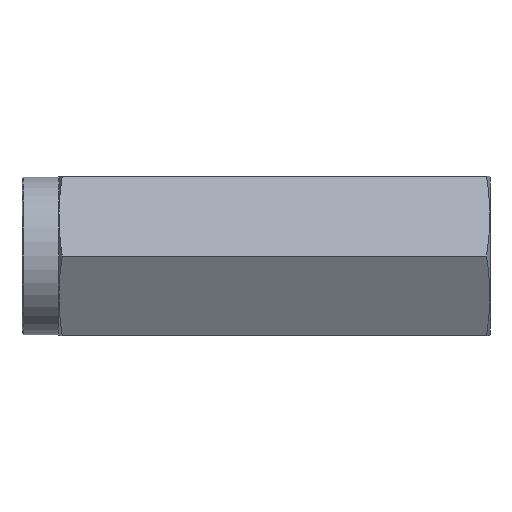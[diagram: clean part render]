
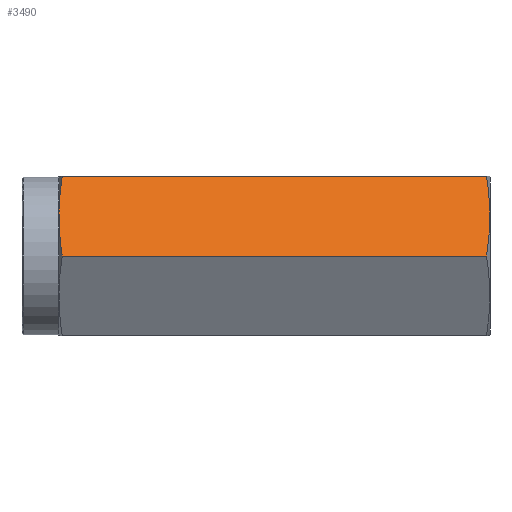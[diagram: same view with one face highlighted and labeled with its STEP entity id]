
A CAD part, front view. The second image highlights one B-rep face of the part: STEP entity #3490.
In plain terms, the highlighted planar face has unit normal (0, -0.866, 0.5).
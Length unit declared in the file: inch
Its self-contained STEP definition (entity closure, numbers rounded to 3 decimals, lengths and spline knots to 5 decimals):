
#2906=CARTESIAN_POINT('',(0.41069,-0.4691,0.8125));
#2907=VERTEX_POINT('',#2906);
#2921=CARTESIAN_POINT('',(4.74431,-0.4691,0.8125));
#2922=VERTEX_POINT('',#2921);
#2923=CARTESIAN_POINT('',(0.41069,-0.4691,0.8125));
#2924=DIRECTION('',(1.0,0.0,0.0));
#2925=VECTOR('',#2924,4.33362);
#2926=LINE('',#2923,#2925);
#2927=EDGE_CURVE('',#2907,#2922,#2926,.T.);
#3309=CARTESIAN_POINT('',(0.41069,-0.93819,0.));
#3310=VERTEX_POINT('',#3309);
#3324=CARTESIAN_POINT('',(0.41069,-0.4691,0.8125));
#3325=CARTESIAN_POINT('',(0.34784,-0.70365,0.40625));
#3326=CARTESIAN_POINT('',(0.41069,-0.93819,0.));
#3334=(BOUNDED_CURVE()B_SPLINE_CURVE(2,(#3324,#3325,#3326),.UNSPECIFIED.,.F.,.U.)B_SPLINE_CURVE_WITH_KNOTS((3,3),(0.81017,3.53398),.UNSPECIFIED.)CURVE()GEOMETRIC_REPRESENTATION_ITEM()RATIONAL_B_SPLINE_CURVE((1.136,1.311,1.136))REPRESENTATION_ITEM(''));
#3335=EDGE_CURVE('',#2907,#3310,#3334,.T.);
#3423=CARTESIAN_POINT('',(4.74431,-0.93819,0.));
#3424=VERTEX_POINT('',#3423);
#3425=CARTESIAN_POINT('',(4.74431,-0.93819,0.));
#3426=CARTESIAN_POINT('',(4.80716,-0.70365,0.40625));
#3427=CARTESIAN_POINT('',(4.74431,-0.4691,0.8125));
#3435=(BOUNDED_CURVE()B_SPLINE_CURVE(2,(#3425,#3426,#3427),.UNSPECIFIED.,.F.,.U.)B_SPLINE_CURVE_WITH_KNOTS((3,3),(1.34372,4.35023),.UNSPECIFIED.)CURVE()GEOMETRIC_REPRESENTATION_ITEM()RATIONAL_B_SPLINE_CURVE((1.25,1.444,1.25))REPRESENTATION_ITEM(''));
#3436=EDGE_CURVE('',#3424,#2922,#3435,.T.);
#3474=CARTESIAN_POINT('',(0.0,-0.93819,0.));
#3475=DIRECTION('',(0.0,-0.866,0.5));
#3476=DIRECTION('',(0.0,-0.5,-0.866));
#3477=AXIS2_PLACEMENT_3D('',#3474,#3475,#3476);
#3478=PLANE('',#3477);
#3479=ORIENTED_EDGE('',*,*,#3335,.T.);
#3480=CARTESIAN_POINT('',(0.41069,-0.93819,0.));
#3481=DIRECTION('',(1.0,0.0,0.0));
#3482=VECTOR('',#3481,4.33362);
#3483=LINE('',#3480,#3482);
#3484=EDGE_CURVE('',#3310,#3424,#3483,.T.);
#3485=ORIENTED_EDGE('',*,*,#3484,.T.);
#3486=ORIENTED_EDGE('',*,*,#3436,.T.);
#3487=ORIENTED_EDGE('',*,*,#2927,.F.);
#3488=EDGE_LOOP('',(#3479,#3485,#3486,#3487));
#3489=FACE_OUTER_BOUND('',#3488,.T.);
#3490=ADVANCED_FACE('',(#3489),#3478,.T.);
